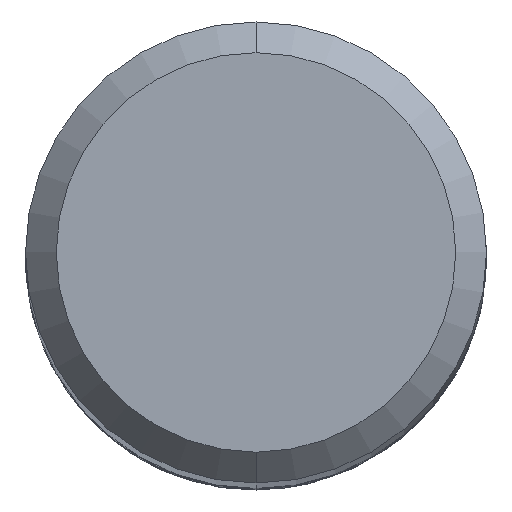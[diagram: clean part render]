
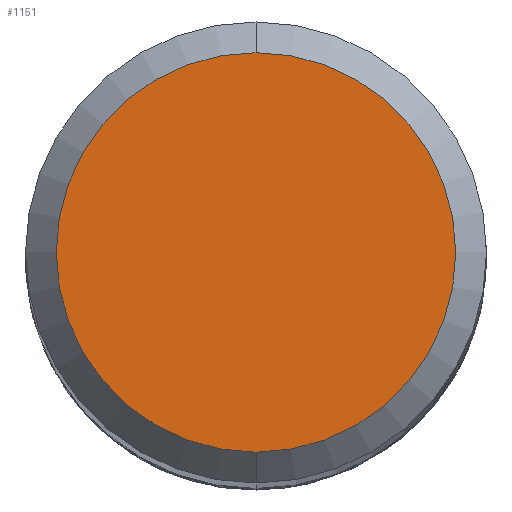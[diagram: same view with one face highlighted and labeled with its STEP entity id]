
A CAD part, top view. The second image highlights one B-rep face of the part: STEP entity #1151.
In plain terms, the highlighted planar face has unit normal (0, 0, 1).
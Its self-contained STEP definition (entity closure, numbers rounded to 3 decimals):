
#929=VERTEX_POINT('',#2070);
#1151=ADVANCED_FACE('',(#2316),#2317,.T.);
#1393=VERTEX_POINT('',#2577);
#1439=EDGE_CURVE('',#929,#1393,#2625,.T.);
#1587=EDGE_CURVE('',#1393,#929,#2788,.T.);
#2070=CARTESIAN_POINT('',(0.0,2.6,0.0));
#2316=FACE_OUTER_BOUND('',#9898,.T.);
#2317=PLANE('',#9899);
#2577=CARTESIAN_POINT('',(0.,-2.6,0.0));
#2625=CIRCLE('',#12865,2.6);
#2788=CIRCLE('',#14533,2.6);
#9898=EDGE_LOOP('',(#16433,#16434));
#9899=AXIS2_PLACEMENT_3D('',#16435,#16436,#16437);
#12865=AXIS2_PLACEMENT_3D('',#16678,#16679,#16680);
#14533=AXIS2_PLACEMENT_3D('',#16875,#16876,#16877);
#16433=ORIENTED_EDGE('',*,*,#1439,.F.);
#16434=ORIENTED_EDGE('',*,*,#1587,.F.);
#16435=CARTESIAN_POINT('',(0.0,1.3,0.0));
#16436=DIRECTION('',(-0.0,0.0,1.0));
#16437=DIRECTION('',(0.0,-1.0,0.0));
#16678=CARTESIAN_POINT('',(0.0,0.0,0.0));
#16679=DIRECTION('',(0.0,0.0,-1.0));
#16680=DIRECTION('',(0.0,1.0,0.0));
#16875=CARTESIAN_POINT('',(0.0,0.0,0.0));
#16876=DIRECTION('',(0.0,0.0,-1.0));
#16877=DIRECTION('',(0.0,1.0,0.0));
